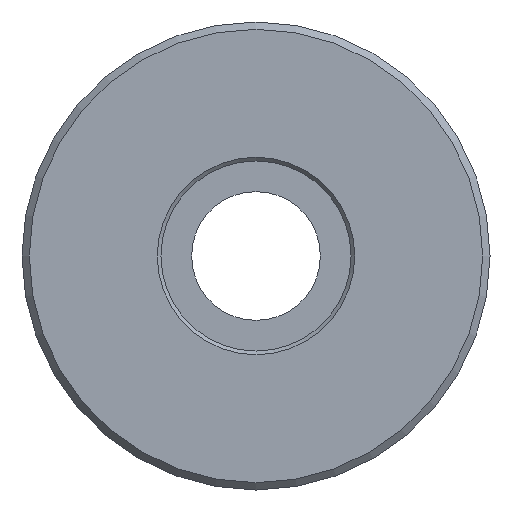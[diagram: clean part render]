
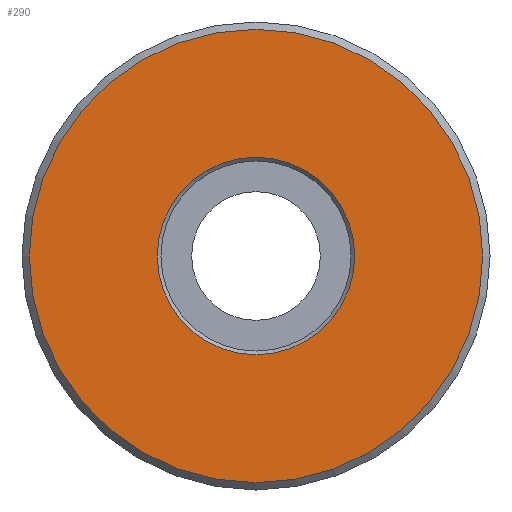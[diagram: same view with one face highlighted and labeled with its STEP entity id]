
A CAD part, front view. The second image highlights one B-rep face of the part: STEP entity #290.
In plain terms, the highlighted planar face has unit normal (0, -1, 0).
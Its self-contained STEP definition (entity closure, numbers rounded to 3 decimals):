
#22=FACE_BOUND('',#53,.T.);
#26=PLANE('',#330);
#33=FACE_OUTER_BOUND('',#52,.T.);
#52=EDGE_LOOP('',(#211));
#53=EDGE_LOOP('',(#212));
#102=CIRCLE('',#329,6.75);
#103=CIRCLE('',#331,15.5);
#131=VERTEX_POINT('',#495);
#132=VERTEX_POINT('',#499);
#162=EDGE_CURVE('',#131,#131,#102,.T.);
#163=EDGE_CURVE('',#132,#132,#103,.T.);
#211=ORIENTED_EDGE('',*,*,#163,.F.);
#212=ORIENTED_EDGE('',*,*,#162,.F.);
#290=ADVANCED_FACE('',(#33,#22),#26,.T.);
#329=AXIS2_PLACEMENT_3D('',#497,#392,#393);
#330=AXIS2_PLACEMENT_3D('',#498,#394,#395);
#331=AXIS2_PLACEMENT_3D('',#500,#396,#397);
#392=DIRECTION('center_axis',(0.,-1.,0.));
#393=DIRECTION('ref_axis',(-1.,0.,0.));
#394=DIRECTION('center_axis',(0.,-1.,0.));
#395=DIRECTION('ref_axis',(0.,0.,-1.));
#396=DIRECTION('center_axis',(0.,1.,0.));
#397=DIRECTION('ref_axis',(-1.,0.,0.));
#495=CARTESIAN_POINT('',(6.75,0.,0.));
#497=CARTESIAN_POINT('Origin',(0.,0.,
0.));
#498=CARTESIAN_POINT('Origin',(6.5,0.,0.));
#499=CARTESIAN_POINT('',(15.5,0.,0.));
#500=CARTESIAN_POINT('Origin',(0.,0.,
0.));
